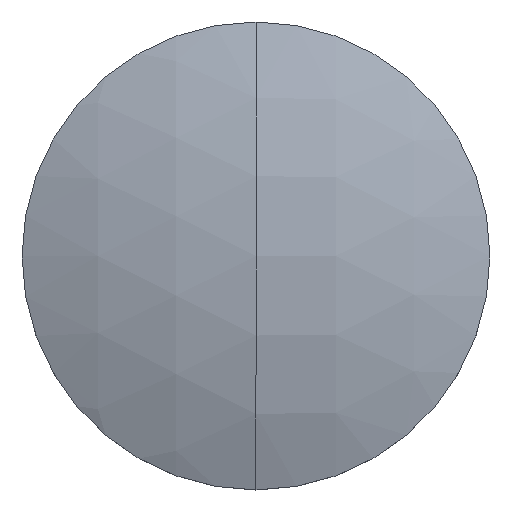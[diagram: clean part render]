
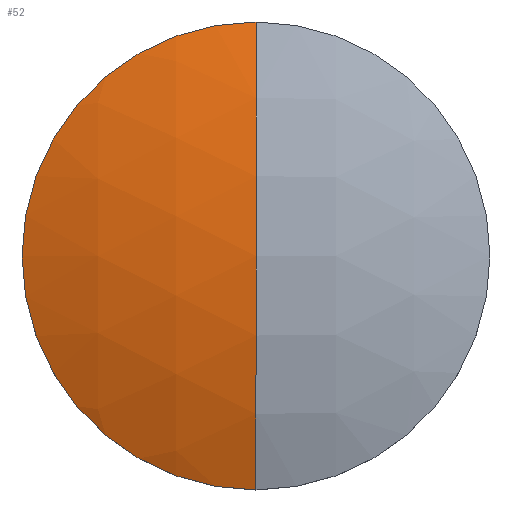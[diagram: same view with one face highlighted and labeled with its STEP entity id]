
A CAD part, top view. The second image highlights one B-rep face of the part: STEP entity #52.
In plain terms, the highlighted spherical face has radius 34.86 mm.
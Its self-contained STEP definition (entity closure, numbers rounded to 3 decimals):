
#15 = DIRECTION ( 'NONE',  ( 0., 1., 0. ) ) ;
#16 = DIRECTION ( 'NONE',  ( -1., 0., 0. ) ) ;
#17 = CARTESIAN_POINT ( 'NONE',  ( 0., 0., -31.465 ) ) ;
#18 = AXIS2_PLACEMENT_3D ( 'NONE', #17, #16, #15 ) ;
#21 = SPHERICAL_SURFACE ( 'NONE', #18, 34.86 ) ;
#52 = ADVANCED_FACE ( 'NONE', ( #120 ), #21, .T. ) ;
#59 = VERTEX_POINT ( 'NONE', #282 ) ;
#60 = ORIENTED_EDGE ( 'NONE', *, *, #61, .T. ) ;
#61 = EDGE_CURVE ( 'NONE', #59, #89, #283, .T. ) ;
#62 = ORIENTED_EDGE ( 'NONE', *, *, #63, .T. ) ;
#63 = EDGE_CURVE ( 'NONE', #64, #59, #281, .T. ) ;
#64 = VERTEX_POINT ( 'NONE', #224 ) ;
#69 = ORIENTED_EDGE ( 'NONE', *, *, #70, .F. ) ;
#70 = EDGE_CURVE ( 'NONE', #71, #89, #268, .T. ) ;
#71 = VERTEX_POINT ( 'NONE', #208 ) ;
#72 = ORIENTED_EDGE ( 'NONE', *, *, #73, .T. ) ;
#73 = EDGE_CURVE ( 'NONE', #71, #64, #275, .T. ) ;
#88 = EDGE_LOOP ( 'NONE', ( #62, #60, #69, #72 ) ) ;
#89 = VERTEX_POINT ( 'NONE', #235 ) ;
#120 = FACE_OUTER_BOUND ( 'NONE', #88, .T. ) ;
#208 = CARTESIAN_POINT ( 'NONE',  ( 0., 12.7, 0.999 ) ) ;
#209 = DIRECTION ( 'NONE',  ( 0., 0., -1. ) ) ;
#210 = DIRECTION ( 'NONE',  ( 1., 0., 0. ) ) ;
#222 = CARTESIAN_POINT ( 'NONE',  ( 0., 0., 0.999 ) ) ;
#223 = AXIS2_PLACEMENT_3D ( 'NONE', #222, #226, #225 ) ;
#224 = CARTESIAN_POINT ( 'NONE',  ( -12.7, 0., 0.999 ) ) ;
#225 = DIRECTION ( 'NONE',  ( 1., 0., 0. ) ) ;
#226 = DIRECTION ( 'NONE',  ( 0., 0., 1. ) ) ;
#235 = CARTESIAN_POINT ( 'NONE',  ( 0., 0., 3.395 ) ) ;
#239 = DIRECTION ( 'NONE',  ( 0., -1., 0. ) ) ;
#240 = DIRECTION ( 'NONE',  ( -1., 0., 0. ) ) ;
#241 = CARTESIAN_POINT ( 'NONE',  ( 0., 0., -31.465 ) ) ;
#266 = CARTESIAN_POINT ( 'NONE',  ( 0., 0., -31.465 ) ) ;
#267 = AXIS2_PLACEMENT_3D ( 'NONE', #266, #210, #209 ) ;
#268 = CIRCLE ( 'NONE', #267, 34.86 ) ;
#271 = DIRECTION ( 'NONE',  ( 1., 0., 0. ) ) ;
#272 = DIRECTION ( 'NONE',  ( 0., 0., 1. ) ) ;
#273 = CARTESIAN_POINT ( 'NONE',  ( 0., 0., 0.999 ) ) ;
#274 = AXIS2_PLACEMENT_3D ( 'NONE', #273, #272, #271 ) ;
#275 = CIRCLE ( 'NONE', #274, 12.7 ) ;
#280 = AXIS2_PLACEMENT_3D ( 'NONE', #241, #240, #239 ) ;
#281 = CIRCLE ( 'NONE', #223, 12.7 ) ;
#282 = CARTESIAN_POINT ( 'NONE',  ( 0., -12.7, 0.999 ) ) ;
#283 = CIRCLE ( 'NONE', #280, 34.86 ) ;
